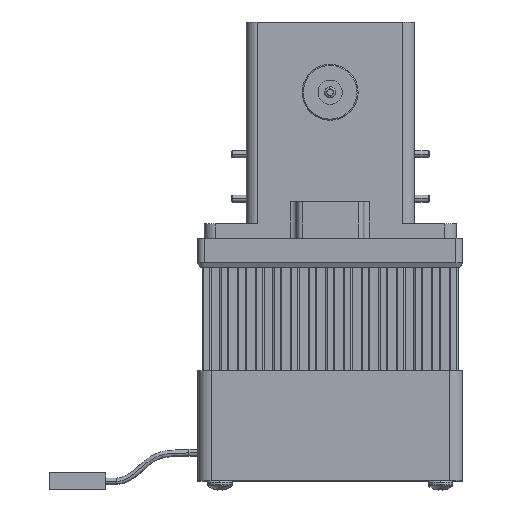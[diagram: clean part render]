
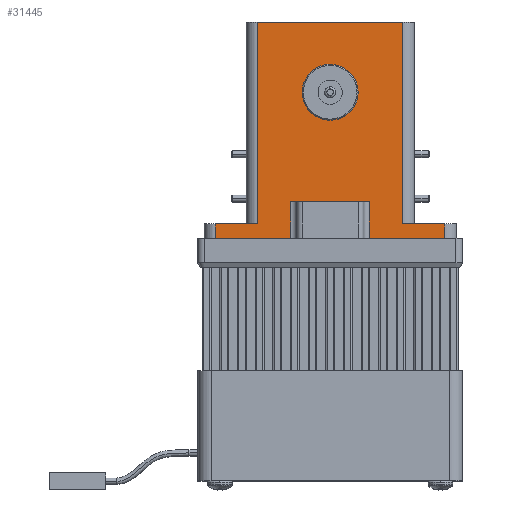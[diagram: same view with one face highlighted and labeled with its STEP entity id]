
A CAD part, top view. The second image highlights one B-rep face of the part: STEP entity #31445.
In plain terms, the highlighted planar face has unit normal (0, 0, 1).
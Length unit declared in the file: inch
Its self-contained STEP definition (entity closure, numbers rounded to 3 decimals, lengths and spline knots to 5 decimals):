
#124 = VERTEX_POINT ( 'NONE', #37624 ) ;
#295 = CARTESIAN_POINT ( 'NONE',  ( 0.65, 0.04, 0.9 ) ) ;
#551 = CARTESIAN_POINT ( 'NONE',  ( 0.65, 1.84, 0.9 ) ) ;
#604 = EDGE_CURVE ( 'NONE', #35995, #37858, #28585, .T. ) ;
#735 = EDGE_CURVE ( 'NONE', #33883, #8990, #3078, .T. ) ;
#880 = DIRECTION ( 'NONE',  ( 0., -1., 0. ) ) ;
#946 = FACE_OUTER_BOUND ( 'NONE', #39563, .T. ) ;
#1202 = ORIENTED_EDGE ( 'NONE', *, *, #14133, .F. ) ;
#1384 = EDGE_CURVE ( 'NONE', #12890, #124, #31646, .T. ) ;
#2131 = EDGE_CURVE ( 'NONE', #12975, #13573, #35910, .T. ) ;
#2451 = ORIENTED_EDGE ( 'NONE', *, *, #735, .T. ) ;
#2648 = EDGE_CURVE ( 'NONE', #4731, #33883, #7418, .T. ) ;
#2798 = VECTOR ( 'NONE', #35950, 39.37008 ) ;
#3078 = LINE ( 'NONE', #15443, #29236 ) ;
#3376 = DIRECTION ( 'NONE',  ( 1., 0., 0. ) ) ;
#3790 = DIRECTION ( 'NONE',  ( 0., 0., -1. ) ) ;
#3923 = CARTESIAN_POINT ( 'NONE',  ( 0.04049, 0.9683, 0.9 ) ) ;
#4297 = ORIENTED_EDGE ( 'NONE', *, *, #11310, .T. ) ;
#4604 = VERTEX_POINT ( 'NONE', #39827 ) ;
#4731 = VERTEX_POINT ( 'NONE', #17117 ) ;
#5148 = DIRECTION ( 'NONE',  ( 1., 0., 0. ) ) ;
#6204 = ORIENTED_EDGE ( 'NONE', *, *, #1384, .T. ) ;
#6556 = CARTESIAN_POINT ( 'NONE',  ( -0.35, 0.09, 0.9 ) ) ;
#6760 = VERTEX_POINT ( 'NONE', #30610 ) ;
#6773 = LINE ( 'NONE', #6980, #24192 ) ;
#6918 = DIRECTION ( 'NONE',  ( -1., 0., 0. ) ) ;
#6943 = LINE ( 'NONE', #15889, #24180 ) ;
#6980 = CARTESIAN_POINT ( 'NONE',  ( 1.025, 0.09, 0.9 ) ) ;
#7027 = EDGE_CURVE ( 'NONE', #30978, #12890, #7308, .T. ) ;
#7228 = ORIENTED_EDGE ( 'NONE', *, *, #7027, .T. ) ;
#7308 = LINE ( 'NONE', #28982, #27609 ) ;
#7334 = CARTESIAN_POINT ( 'NONE',  ( -1.025, -0.09, 0.9 ) ) ;
#7402 = CARTESIAN_POINT ( 'NONE',  ( 0.35, 0.09, 0.9 ) ) ;
#7418 = LINE ( 'NONE', #38179, #2798 ) ;
#7868 = EDGE_CURVE ( 'NONE', #37858, #35995, #29887, .T. ) ;
#8478 = ORIENTED_EDGE ( 'NONE', *, *, #2648, .T. ) ;
#8990 = VERTEX_POINT ( 'NONE', #34567 ) ;
#9358 = EDGE_CURVE ( 'NONE', #30978, #16886, #6773, .T. ) ;
#9669 = LINE ( 'NONE', #551, #35378 ) ;
#9722 = ORIENTED_EDGE ( 'NONE', *, *, #28130, .F. ) ;
#9816 = ORIENTED_EDGE ( 'NONE', *, *, #39469, .T. ) ;
#9931 = EDGE_LOOP ( 'NONE', ( #38412, #28574 ) ) ;
#11146 = AXIS2_PLACEMENT_3D ( 'NONE', #23510, #17061, #16867 ) ;
#11310 = EDGE_CURVE ( 'NONE', #8990, #16886, #22561, .T. ) ;
#11424 = ORIENTED_EDGE ( 'NONE', *, *, #2131, .T. ) ;
#12164 = CARTESIAN_POINT ( 'NONE',  ( -0.35, -0.09, 0.9 ) ) ;
#12377 = CARTESIAN_POINT ( 'NONE',  ( 0.35, 0.24, 0.9 ) ) ;
#12468 = LINE ( 'NONE', #6556, #23278 ) ;
#12890 = VERTEX_POINT ( 'NONE', #295 ) ;
#12975 = VERTEX_POINT ( 'NONE', #7334 ) ;
#12999 = EDGE_CURVE ( 'NONE', #25791, #12975, #6943, .T. ) ;
#13031 = DIRECTION ( 'NONE',  ( 0., 1., 0. ) ) ;
#13235 = ORIENTED_EDGE ( 'NONE', *, *, #31871, .T. ) ;
#13573 = VERTEX_POINT ( 'NONE', #12164 ) ;
#13776 = CARTESIAN_POINT ( 'NONE',  ( -1.025, 0.04, 0.9 ) ) ;
#14133 = EDGE_CURVE ( 'NONE', #4604, #124, #9669, .T. ) ;
#15443 = CARTESIAN_POINT ( 'NONE',  ( 0.35, 0.09, 0.9 ) ) ;
#15889 = CARTESIAN_POINT ( 'NONE',  ( -1.025, 0.09, 0.9 ) ) ;
#16086 = CARTESIAN_POINT ( 'NONE',  ( 0.65, 0.09, 0.9 ) ) ;
#16165 = DIRECTION ( 'NONE',  ( 0.162, -0.987, 0. ) ) ;
#16493 = LINE ( 'NONE', #22534, #38623 ) ;
#16548 = FACE_BOUND ( 'NONE', #9931, .T. ) ;
#16867 = DIRECTION ( 'NONE',  ( 0.162, -0.987, 0. ) ) ;
#16886 = VERTEX_POINT ( 'NONE', #37277 ) ;
#16993 = VECTOR ( 'NONE', #38254, 39.37008 ) ;
#17061 = DIRECTION ( 'NONE',  ( 0., 0., -1. ) ) ;
#17117 = CARTESIAN_POINT ( 'NONE',  ( -0.35, 0.24, 0.9 ) ) ;
#20033 = LINE ( 'NONE', #13776, #16993 ) ;
#20124 = CARTESIAN_POINT ( 'NONE',  ( -1.025, -0.09, 0.9 ) ) ;
#22176 = VECTOR ( 'NONE', #31692, 39.37008 ) ;
#22368 = CARTESIAN_POINT ( 'NONE',  ( 0.35, -0.09, 0.9 ) ) ;
#22534 = CARTESIAN_POINT ( 'NONE',  ( -0.65, 0.09, 0.9 ) ) ;
#22561 = LINE ( 'NONE', #22368, #22176 ) ;
#22789 = CARTESIAN_POINT ( 'NONE',  ( 0., 1.215, 0.9 ) ) ;
#23278 = VECTOR ( 'NONE', #36736, 39.37008 ) ;
#23510 = CARTESIAN_POINT ( 'NONE',  ( 0., 1.215, 0.9 ) ) ;
#23721 = ORIENTED_EDGE ( 'NONE', *, *, #9358, .F. ) ;
#24180 = VECTOR ( 'NONE', #880, 39.37008 ) ;
#24192 = VECTOR ( 'NONE', #25606, 39.37008 ) ;
#25606 = DIRECTION ( 'NONE',  ( 0., -1., 0. ) ) ;
#25791 = VERTEX_POINT ( 'NONE', #27770 ) ;
#27609 = VECTOR ( 'NONE', #6918, 39.37008 ) ;
#27770 = CARTESIAN_POINT ( 'NONE',  ( -1.025, 0.04, 0.9 ) ) ;
#27973 = VECTOR ( 'NONE', #5148, 39.37008 ) ;
#28130 = EDGE_CURVE ( 'NONE', #4731, #13573, #12468, .T. ) ;
#28236 = DIRECTION ( 'NONE',  ( 0., -1., 0. ) ) ;
#28574 = ORIENTED_EDGE ( 'NONE', *, *, #7868, .T. ) ;
#28585 = CIRCLE ( 'NONE', #11146, 0.25 ) ;
#28808 = ORIENTED_EDGE ( 'NONE', *, *, #12999, .T. ) ;
#28878 = DIRECTION ( 'NONE',  ( -1., 0., 0. ) ) ;
#28982 = CARTESIAN_POINT ( 'NONE',  ( 0.35, 0.04, 0.9 ) ) ;
#29236 = VECTOR ( 'NONE', #36674, 39.37008 ) ;
#29746 = CARTESIAN_POINT ( 'NONE',  ( -0.04049, 1.4617, 0.9 ) ) ;
#29887 = CIRCLE ( 'NONE', #33129, 0.25 ) ;
#30610 = CARTESIAN_POINT ( 'NONE',  ( -0.65, 0.04, 0.9 ) ) ;
#30978 = VERTEX_POINT ( 'NONE', #32919 ) ;
#31445 = ADVANCED_FACE ( 'NONE', ( #16548, #946 ), #31709, .F. ) ;
#31533 = DIRECTION ( 'NONE',  ( 0., 0., -1. ) ) ;
#31646 = LINE ( 'NONE', #16086, #38165 ) ;
#31692 = DIRECTION ( 'NONE',  ( 1., 0., 0. ) ) ;
#31709 = PLANE ( 'NONE',  #38677 ) ;
#31871 = EDGE_CURVE ( 'NONE', #4604, #6760, #16493, .T. ) ;
#32919 = CARTESIAN_POINT ( 'NONE',  ( 1.025, 0.04, 0.9 ) ) ;
#33129 = AXIS2_PLACEMENT_3D ( 'NONE', #22789, #31533, #16165 ) ;
#33883 = VERTEX_POINT ( 'NONE', #12377 ) ;
#34567 = CARTESIAN_POINT ( 'NONE',  ( 0.35, -0.09, 0.9 ) ) ;
#35378 = VECTOR ( 'NONE', #3376, 39.37008 ) ;
#35910 = LINE ( 'NONE', #20124, #27973 ) ;
#35950 = DIRECTION ( 'NONE',  ( 1., 0., 0. ) ) ;
#35995 = VERTEX_POINT ( 'NONE', #3923 ) ;
#36674 = DIRECTION ( 'NONE',  ( 0., -1., 0. ) ) ;
#36736 = DIRECTION ( 'NONE',  ( 0., -1., 0. ) ) ;
#37277 = CARTESIAN_POINT ( 'NONE',  ( 1.025, -0.09, 0.9 ) ) ;
#37624 = CARTESIAN_POINT ( 'NONE',  ( 0.65, 1.84, 0.9 ) ) ;
#37858 = VERTEX_POINT ( 'NONE', #29746 ) ;
#38165 = VECTOR ( 'NONE', #13031, 39.37008 ) ;
#38179 = CARTESIAN_POINT ( 'NONE',  ( 0.3, 0.24, 0.9 ) ) ;
#38254 = DIRECTION ( 'NONE',  ( -1., 0., 0. ) ) ;
#38412 = ORIENTED_EDGE ( 'NONE', *, *, #604, .T. ) ;
#38623 = VECTOR ( 'NONE', #28236, 39.37008 ) ;
#38677 = AXIS2_PLACEMENT_3D ( 'NONE', #7402, #3790, #28878 ) ;
#39469 = EDGE_CURVE ( 'NONE', #6760, #25791, #20033, .T. ) ;
#39563 = EDGE_LOOP ( 'NONE', ( #7228, #6204, #1202, #13235, #9816, #28808, #11424, #9722, #8478, #2451, #4297, #23721 ) ) ;
#39827 = CARTESIAN_POINT ( 'NONE',  ( -0.65, 1.84, 0.9 ) ) ;
